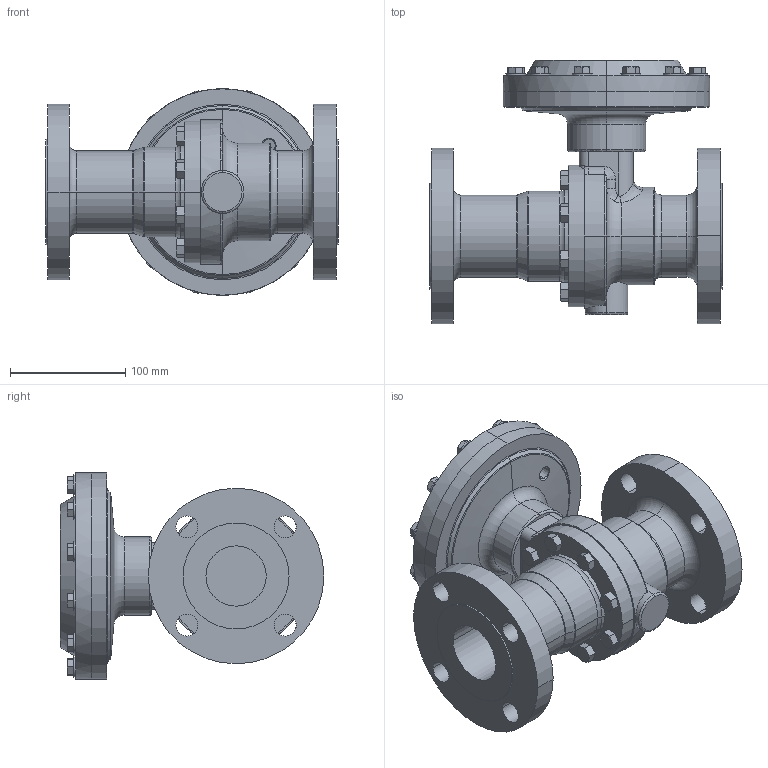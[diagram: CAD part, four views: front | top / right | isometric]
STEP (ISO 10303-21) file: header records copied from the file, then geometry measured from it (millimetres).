
FILE_DESCRIPTION (( 'STEP AP203' ), '1' );
FILE_NAME ('56-200-CS+S6-I5.step', '2017-10-04T15:19:33', ( '' ), ( '' ), 'SwSTEP 2.0', 'SolidWorks 2014', '' );
FILE_SCHEMA (( 'CONFIG_CONTROL_DESIGN' ));
Length unit declared in the file: inch
Products named in the file (1): 56-200-CS+S6-I5
Bounding box: 254 x 228.94 x 179.32 mm (x, y, z)
Volume: 2525835.6 mm3; surface area: 305932 mm2
Topology: 1 solids, 1 shells, 480 faces, 1116 edges, 674 vertices
Faces by surface type: plane 200, cone 140, cylinder 92, torus 36, bspline 12
Entity records: 15635 total; most frequent: CARTESIAN_POINT 4870, ORIENTED_EDGE 2232, DIRECTION 2228, EDGE_CURVE 1116, AXIS2_PLACEMENT_3D 928, VERTEX_POINT 674, EDGE_LOOP 534, ADVANCED_FACE 480
